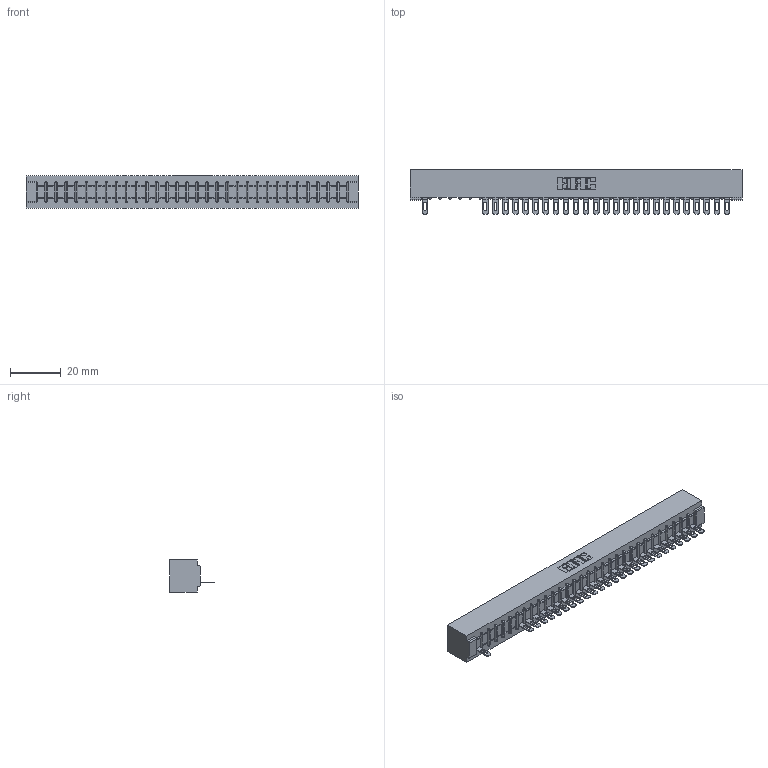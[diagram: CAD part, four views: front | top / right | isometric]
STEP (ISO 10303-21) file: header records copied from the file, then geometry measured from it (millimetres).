
FILE_DESCRIPTION (( 'STEP AP203' ), '1' );
FILE_NAME ('357-031-501-101.STEP', '2018-08-09T22:34:05', ( '' ), ( '' ), 'SwSTEP 2.0', 'SolidWorks 2016', '' );
FILE_SCHEMA (( 'CONFIG_CONTROL_DESIGN' ));
Length unit declared in the file: inch
Products named in the file (3): 307 Part_No Mounting Lugs; 307-290-002_501; 357-031-501-101
Assembly tree (27 placements, depth 2):
  357-031-501-101
    307 Part_No Mounting Lugs
    307-290-002_501  x26
Bounding box: 130.71 x 17.42 x 12.7 mm (x, y, z)
Volume: 14341.1 mm3; surface area: 17389.7 mm2
Topology: 27 solids, 27 shells, 2218 faces, 6807 edges, 4450 vertices
Faces by surface type: plane 1270, cylinder 884, sphere 64
Entity records: 28288 total; most frequent: CARTESIAN_POINT 4791, ORIENTED_EDGE 4786, DIRECTION 4657, EDGE_CURVE 2393, VECTOR 1825, LINE 1825, VERTEX_POINT 1550, AXIS2_PLACEMENT_3D 1416
